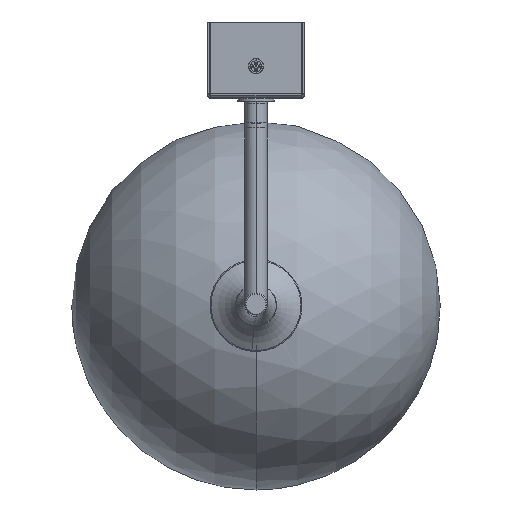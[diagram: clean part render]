
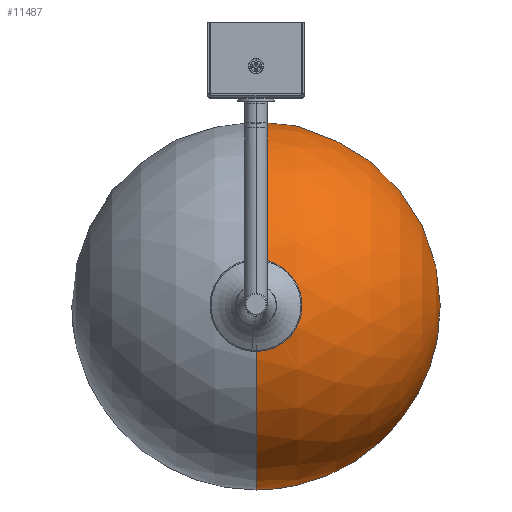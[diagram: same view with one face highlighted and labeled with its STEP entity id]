
A CAD part, top view. The second image highlights one B-rep face of the part: STEP entity #11487.
In plain terms, the highlighted spherical face has radius 100 mm.
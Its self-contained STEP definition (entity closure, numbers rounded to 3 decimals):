
#40 = AXIS2_PLACEMENT_3D ( 'NONE', #12874, #7155, #11760 ) ;
#382 = VERTEX_POINT ( 'NONE', #11277 ) ;
#563 = CIRCLE ( 'NONE', #40, 13.636 ) ;
#757 = DIRECTION ( 'NONE',  ( 0., 0., 1. ) ) ;
#1287 = DIRECTION ( 'NONE',  ( 1., 0., 0. ) ) ;
#1377 = DIRECTION ( 'NONE',  ( 0., 0., 1. ) ) ;
#1681 = DIRECTION ( 'NONE',  ( 0., 1., 0. ) ) ;
#1701 = AXIS2_PLACEMENT_3D ( 'NONE', #11607, #13767, #7299 ) ;
#1757 = ORIENTED_EDGE ( 'NONE', *, *, #12868, .F. ) ;
#1825 = AXIS2_PLACEMENT_3D ( 'NONE', #3467, #2339, #5689 ) ;
#1986 = CIRCLE ( 'NONE', #10705, 13.636 ) ;
#2339 = DIRECTION ( 'NONE',  ( 0., 0., -1. ) ) ;
#2458 = AXIS2_PLACEMENT_3D ( 'NONE', #11404, #10416, #8155 ) ;
#2683 = CIRCLE ( 'NONE', #1701, 18.09 ) ;
#3077 = EDGE_CURVE ( 'NONE', #7647, #12451, #4578, .T. ) ;
#3407 = EDGE_CURVE ( 'NONE', #12451, #382, #2683, .T. ) ;
#3467 = CARTESIAN_POINT ( 'NONE',  ( 0., 0., 0. ) ) ;
#3548 = ORIENTED_EDGE ( 'NONE', *, *, #3407, .T. ) ;
#3702 = ORIENTED_EDGE ( 'NONE', *, *, #7224, .T. ) ;
#3784 = CARTESIAN_POINT ( 'NONE',  ( 13.636, 99.066, 0. ) ) ;
#3902 = CARTESIAN_POINT ( 'NONE',  ( 0., -98.35, 0. ) ) ;
#3938 = DIRECTION ( 'NONE',  ( 0., 0., -1. ) ) ;
#4166 = VERTEX_POINT ( 'NONE', #3784 ) ;
#4578 = CIRCLE ( 'NONE', #4875, 100. ) ;
#4833 = ORIENTED_EDGE ( 'NONE', *, *, #12497, .T. ) ;
#4875 = AXIS2_PLACEMENT_3D ( 'NONE', #11105, #1377, #1287 ) ;
#5689 = DIRECTION ( 'NONE',  ( -1., 0., 0. ) ) ;
#5866 = ORIENTED_EDGE ( 'NONE', *, *, #8999, .T. ) ;
#6274 = VERTEX_POINT ( 'NONE', #6366 ) ;
#6366 = CARTESIAN_POINT ( 'NONE',  ( 0., 99.066, 13.636 ) ) ;
#7155 = DIRECTION ( 'NONE',  ( 0., -1., 0. ) ) ;
#7224 = EDGE_CURVE ( 'NONE', #382, #9813, #10361, .T. ) ;
#7299 = DIRECTION ( 'NONE',  ( 0., 0., 1. ) ) ;
#7647 = VERTEX_POINT ( 'NONE', #13496 ) ;
#8155 = DIRECTION ( 'NONE',  ( -1., 0., 0. ) ) ;
#8860 = CIRCLE ( 'NONE', #2458, 100. ) ;
#8896 = SPHERICAL_SURFACE ( 'NONE', #1825, 100. ) ;
#8999 = EDGE_CURVE ( 'NONE', #6274, #7647, #1986, .T. ) ;
#9212 = AXIS2_PLACEMENT_3D ( 'NONE', #3902, #1681, #757 ) ;
#9221 = DIRECTION ( 'NONE',  ( 0., -1., 0. ) ) ;
#9310 = EDGE_LOOP ( 'NONE', ( #1757, #4833, #5866, #10063, #3548, #3702 ) ) ;
#9405 = FACE_OUTER_BOUND ( 'NONE', #9310, .T. ) ;
#9813 = VERTEX_POINT ( 'NONE', #10065 ) ;
#10063 = ORIENTED_EDGE ( 'NONE', *, *, #3077, .T. ) ;
#10065 = CARTESIAN_POINT ( 'NONE',  ( 18.09, -98.35, 0. ) ) ;
#10361 = CIRCLE ( 'NONE', #9212, 18.09 ) ;
#10416 = DIRECTION ( 'NONE',  ( 0., 0., -1. ) ) ;
#10456 = CARTESIAN_POINT ( 'NONE',  ( 0., 99.066, 0. ) ) ;
#10705 = AXIS2_PLACEMENT_3D ( 'NONE', #10456, #9221, #3938 ) ;
#11105 = CARTESIAN_POINT ( 'NONE',  ( 0., 0., 0. ) ) ;
#11277 = CARTESIAN_POINT ( 'NONE',  ( 0., -98.35, 18.09 ) ) ;
#11404 = CARTESIAN_POINT ( 'NONE',  ( 0., 0., 0. ) ) ;
#11487 = ADVANCED_FACE ( 'NONE', ( #9405 ), #8896, .T. ) ;
#11607 = CARTESIAN_POINT ( 'NONE',  ( 0., -98.35, 0. ) ) ;
#11760 = DIRECTION ( 'NONE',  ( 0., 0., -1. ) ) ;
#12451 = VERTEX_POINT ( 'NONE', #13966 ) ;
#12497 = EDGE_CURVE ( 'NONE', #4166, #6274, #563, .T. ) ;
#12868 = EDGE_CURVE ( 'NONE', #4166, #9813, #8860, .T. ) ;
#12874 = CARTESIAN_POINT ( 'NONE',  ( 0., 99.066, 0. ) ) ;
#13496 = CARTESIAN_POINT ( 'NONE',  ( -13.636, 99.066, 0. ) ) ;
#13767 = DIRECTION ( 'NONE',  ( 0., 1., 0. ) ) ;
#13966 = CARTESIAN_POINT ( 'NONE',  ( -18.09, -98.35, 0. ) ) ;
